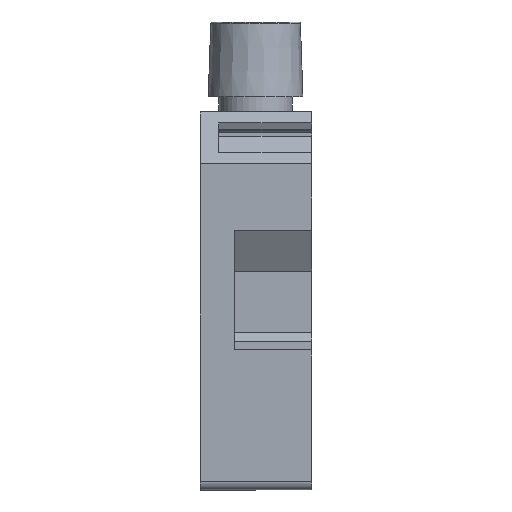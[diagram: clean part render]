
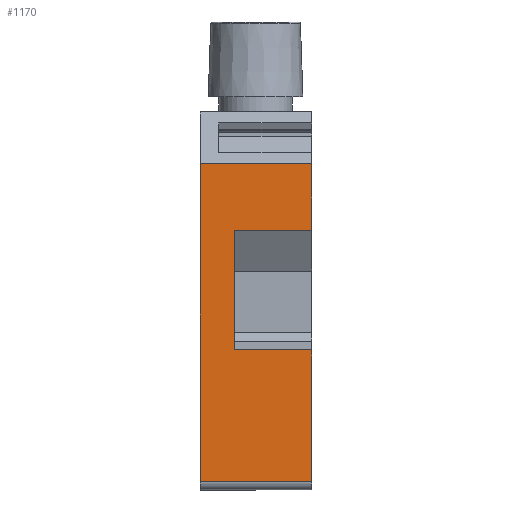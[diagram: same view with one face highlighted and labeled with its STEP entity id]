
A CAD part, front view. The second image highlights one B-rep face of the part: STEP entity #1170.
In plain terms, the highlighted planar face has unit normal (0, -1, 0).
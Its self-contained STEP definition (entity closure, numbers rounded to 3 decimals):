
#1127=AXIS2_PLACEMENT_3D('Plane Axis2P3D',#1124,#1125,#1126) ;
#269=CARTESIAN_POINT('Vertex',(12.9,0.,37.9)) ;
#272=CARTESIAN_POINT('Line Origine',(12.9,0.,34.028)) ;
#276=CARTESIAN_POINT('Vertex',(12.9,0.,30.155)) ;
#332=CARTESIAN_POINT('Vertex',(12.9,0.,16.261)) ;
#335=CARTESIAN_POINT('Line Origine',(12.9,0.,8.63)) ;
#339=CARTESIAN_POINT('Vertex',(12.9,0.,1.)) ;
#1043=CARTESIAN_POINT('Line Origine',(6.45,0.,37.9)) ;
#1047=CARTESIAN_POINT('Vertex',(0.,0.,37.9)) ;
#1124=CARTESIAN_POINT('Axis2P3D Location',(12.9,0.,37.9)) ;
#1129=CARTESIAN_POINT('Line Origine',(8.4,0.,30.155)) ;
#1133=CARTESIAN_POINT('Vertex',(3.9,0.,30.155)) ;
#1136=CARTESIAN_POINT('Line Origine',(0.,0.,19.45)) ;
#1140=CARTESIAN_POINT('Vertex',(0.,0.,1.)) ;
#1143=CARTESIAN_POINT('Line Origine',(6.45,0.,1.)) ;
#1148=CARTESIAN_POINT('Line Origine',(8.4,0.,16.261)) ;
#1152=CARTESIAN_POINT('Vertex',(3.9,0.,16.261)) ;
#1155=CARTESIAN_POINT('Line Origine',(3.9,0.,23.208)) ;
#273=DIRECTION('Vector Direction',(0.,0.,1.)) ;
#336=DIRECTION('Vector Direction',(0.,0.,1.)) ;
#1044=DIRECTION('Vector Direction',(-1.,0.,0.)) ;
#1125=DIRECTION('Axis2P3D Direction',(0.,1.,0.)) ;
#1126=DIRECTION('Axis2P3D XDirection',(1.,0.,0.)) ;
#1130=DIRECTION('Vector Direction',(-1.,0.,0.)) ;
#1137=DIRECTION('Vector Direction',(0.,0.,1.)) ;
#1144=DIRECTION('Vector Direction',(-1.,0.,0.)) ;
#1149=DIRECTION('Vector Direction',(-1.,0.,0.)) ;
#1156=DIRECTION('Vector Direction',(0.,0.,-1.)) ;
#274=VECTOR('Line Direction',#273,1.) ;
#337=VECTOR('Line Direction',#336,1.) ;
#1045=VECTOR('Line Direction',#1044,1.) ;
#1131=VECTOR('Line Direction',#1130,1.) ;
#1138=VECTOR('Line Direction',#1137,1.) ;
#1145=VECTOR('Line Direction',#1144,1.) ;
#1150=VECTOR('Line Direction',#1149,1.) ;
#1157=VECTOR('Line Direction',#1156,1.) ;
#1161=ORIENTED_EDGE('',*,*,#1135,.F.) ;
#1162=ORIENTED_EDGE('',*,*,#278,.T.) ;
#1163=ORIENTED_EDGE('',*,*,#1049,.T.) ;
#1164=ORIENTED_EDGE('',*,*,#1142,.F.) ;
#1165=ORIENTED_EDGE('',*,*,#1147,.F.) ;
#1166=ORIENTED_EDGE('',*,*,#341,.T.) ;
#1167=ORIENTED_EDGE('',*,*,#1154,.T.) ;
#1168=ORIENTED_EDGE('',*,*,#1159,.F.) ;
#1170=ADVANCED_FACE('V1',(#1169),#1128,.F.) ;
#278=EDGE_CURVE('',#277,#270,#275,.T.) ;
#341=EDGE_CURVE('',#340,#333,#338,.T.) ;
#1049=EDGE_CURVE('',#270,#1048,#1046,.T.) ;
#1135=EDGE_CURVE('',#277,#1134,#1132,.T.) ;
#1142=EDGE_CURVE('',#1141,#1048,#1139,.T.) ;
#1147=EDGE_CURVE('',#340,#1141,#1146,.T.) ;
#1154=EDGE_CURVE('',#333,#1153,#1151,.T.) ;
#1159=EDGE_CURVE('',#1134,#1153,#1158,.T.) ;
#1160=EDGE_LOOP('',(#1161,#1162,#1163,#1164,#1165,#1166,#1167,#1168)) ;
#1169=FACE_OUTER_BOUND('',#1160,.T.) ;
#275=LINE('Line',#272,#274) ;
#338=LINE('Line',#335,#337) ;
#1046=LINE('Line',#1043,#1045) ;
#1132=LINE('Line',#1129,#1131) ;
#1139=LINE('Line',#1136,#1138) ;
#1146=LINE('Line',#1143,#1145) ;
#1151=LINE('Line',#1148,#1150) ;
#1158=LINE('Line',#1155,#1157) ;
#1128=PLANE('',#1127) ;
#270=VERTEX_POINT('',#269) ;
#277=VERTEX_POINT('',#276) ;
#333=VERTEX_POINT('',#332) ;
#340=VERTEX_POINT('',#339) ;
#1048=VERTEX_POINT('',#1047) ;
#1134=VERTEX_POINT('',#1133) ;
#1141=VERTEX_POINT('',#1140) ;
#1153=VERTEX_POINT('',#1152) ;
